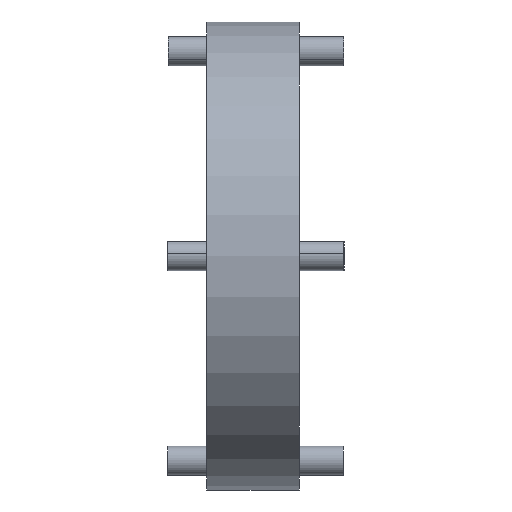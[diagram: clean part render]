
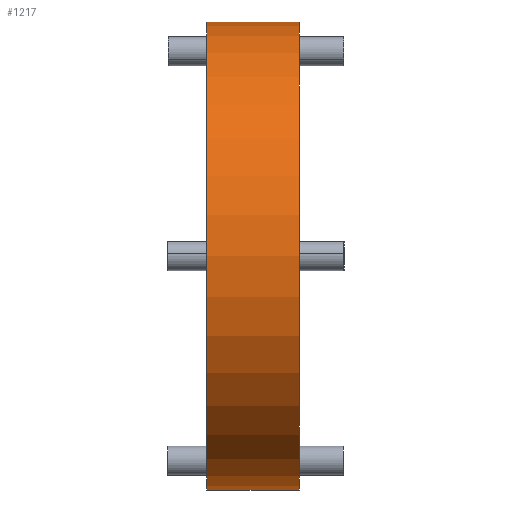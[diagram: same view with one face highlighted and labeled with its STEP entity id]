
A CAD part, left-side view. The second image highlights one B-rep face of the part: STEP entity #1217.
In plain terms, the highlighted cylindrical face has radius 25.4 mm (diameter 50.8 mm), a partial arc.
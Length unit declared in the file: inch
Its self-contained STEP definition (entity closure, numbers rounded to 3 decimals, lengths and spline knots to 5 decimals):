
#11 = LINE ( 'NONE', #900, #713 ) ;
#39 = CARTESIAN_POINT ( 'NONE',  ( 0., 0.394, 1. ) ) ;
#49 = CARTESIAN_POINT ( 'NONE',  ( 0., 0.394, 0. ) ) ;
#66 = CIRCLE ( 'NONE', #1149, 1. ) ;
#75 = CARTESIAN_POINT ( 'NONE',  ( 0., 0.394, -1. ) ) ;
#82 = CARTESIAN_POINT ( 'NONE',  ( 0., 0.394, 0. ) ) ;
#132 = ORIENTED_EDGE ( 'NONE', *, *, #622, .F. ) ;
#186 = CARTESIAN_POINT ( 'NONE',  ( 0., 0.394, -1. ) ) ;
#202 = CARTESIAN_POINT ( 'NONE',  ( 0., 0., 0. ) ) ;
#209 = ORIENTED_EDGE ( 'NONE', *, *, #550, .T. ) ;
#221 = VERTEX_POINT ( 'NONE', #947 ) ;
#236 = LINE ( 'NONE', #186, #561 ) ;
#260 = ORIENTED_EDGE ( 'NONE', *, *, #1426, .F. ) ;
#300 = DIRECTION ( 'NONE',  ( 0., -1., 0. ) ) ;
#321 = EDGE_LOOP ( 'NONE', ( #132, #260, #209, #1502 ) ) ;
#425 = CARTESIAN_POINT ( 'NONE',  ( 0., 0., 1. ) ) ;
#441 = FACE_OUTER_BOUND ( 'NONE', #321, .T. ) ;
#492 = DIRECTION ( 'NONE',  ( 0., 0., -1. ) ) ;
#550 = EDGE_CURVE ( 'NONE', #602, #221, #236, .T. ) ;
#555 = DIRECTION ( 'NONE',  ( 0., 0., 1. ) ) ;
#561 = VECTOR ( 'NONE', #300, 39.37008 ) ;
#602 = VERTEX_POINT ( 'NONE', #75 ) ;
#622 = EDGE_CURVE ( 'NONE', #1180, #1437, #11, .T. ) ;
#713 = VECTOR ( 'NONE', #1030, 39.37008 ) ;
#858 = DIRECTION ( 'NONE',  ( 0., -1., 0. ) ) ;
#900 = CARTESIAN_POINT ( 'NONE',  ( 0., 0.394, 1. ) ) ;
#947 = CARTESIAN_POINT ( 'NONE',  ( 0., 0., -1. ) ) ;
#1030 = DIRECTION ( 'NONE',  ( 0., -1., 0. ) ) ;
#1062 = CYLINDRICAL_SURFACE ( 'NONE', #1421, 1. ) ;
#1131 = DIRECTION ( 'NONE',  ( 0., 1., 0. ) ) ;
#1149 = AXIS2_PLACEMENT_3D ( 'NONE', #202, #1131, #555 ) ;
#1180 = VERTEX_POINT ( 'NONE', #39 ) ;
#1217 = ADVANCED_FACE ( 'NONE', ( #441 ), #1062, .T. ) ;
#1309 = CIRCLE ( 'NONE', #1338, 1. ) ;
#1338 = AXIS2_PLACEMENT_3D ( 'NONE', #82, #1521, #1374 ) ;
#1374 = DIRECTION ( 'NONE',  ( 0., 0., 1. ) ) ;
#1421 = AXIS2_PLACEMENT_3D ( 'NONE', #49, #858, #492 ) ;
#1426 = EDGE_CURVE ( 'NONE', #602, #1180, #1309, .T. ) ;
#1437 = VERTEX_POINT ( 'NONE', #425 ) ;
#1447 = EDGE_CURVE ( 'NONE', #221, #1437, #66, .T. ) ;
#1502 = ORIENTED_EDGE ( 'NONE', *, *, #1447, .T. ) ;
#1521 = DIRECTION ( 'NONE',  ( 0., 1., 0. ) ) ;
